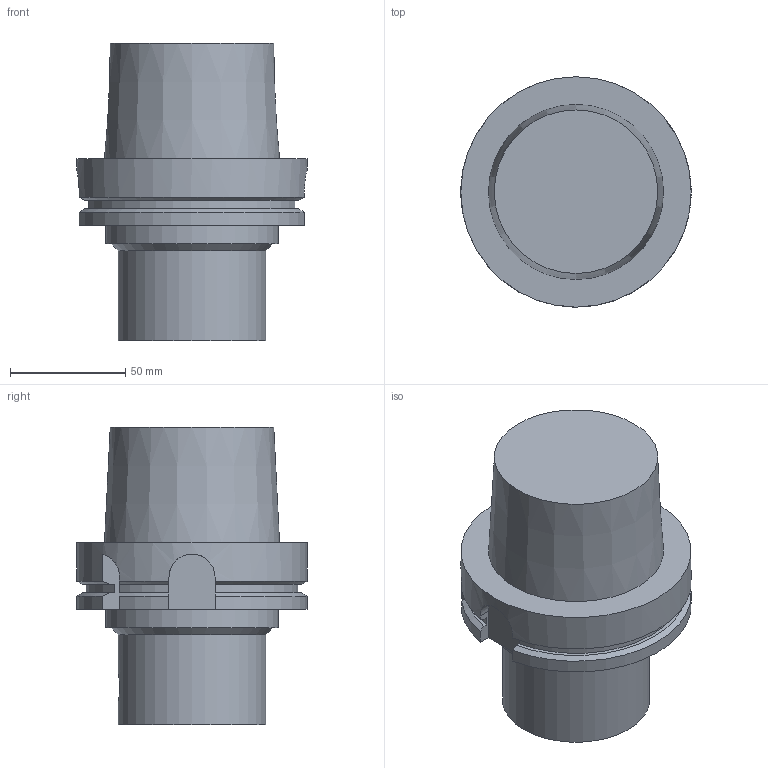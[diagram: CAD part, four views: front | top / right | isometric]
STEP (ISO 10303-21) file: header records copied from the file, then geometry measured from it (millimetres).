
FILE_DESCRIPTION((''),'1');
FILE_NAME('HSK-A100-CKB6-79.stp','2023-11-06T02:43:39',(''),(''),'Spatial Interop R21 SP3','Kubotek KeyCreator 2011 V10.0.2 (22737)',' ');
FILE_SCHEMA(('automotive_design'));
Length unit declared in the file: millimetre
Products named in the file (1): 240[2]
Bounding box: 100 x 100 x 129 mm (x, y, z)
Volume: 558117.2 mm3; surface area: 52317.5 mm2
Topology: 1 solids, 1 shells, 45 faces, 116 edges, 77 vertices
Faces by surface type: plane 22, cylinder 15, cone 8
Full cylindrical faces by diameter (mm): 12.3 x1, 36 x1, 64 x1, 75 x1, 100 x1
Entity records: 2625 total; most frequent: CARTESIAN_POINT 481, DIRECTION 217, ORIENTED_EDGE 212, PRESENTATION_STYLE_ASSIGNMENT 198, COLOUR_RGB 198, STYLED_ITEM 152, CURVE_STYLE 152, DRAUGHTING_PRE_DEFINED_CURVE_FONT 152
